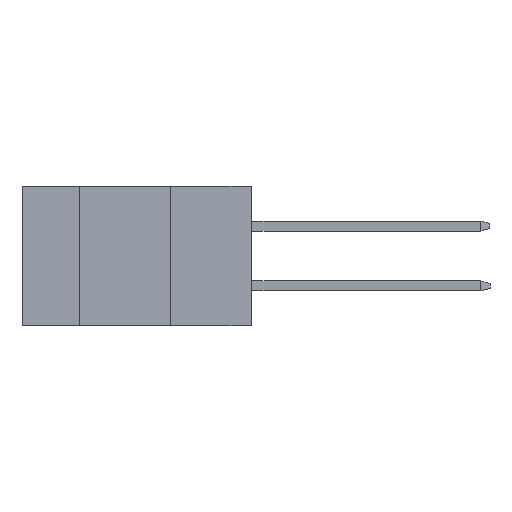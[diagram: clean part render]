
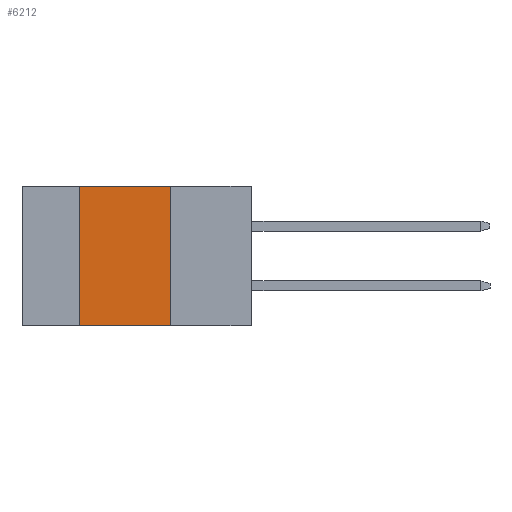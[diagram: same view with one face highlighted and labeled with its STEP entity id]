
A CAD part, left-side view. The second image highlights one B-rep face of the part: STEP entity #6212.
In plain terms, the highlighted planar face has unit normal (-1, 0, 0).
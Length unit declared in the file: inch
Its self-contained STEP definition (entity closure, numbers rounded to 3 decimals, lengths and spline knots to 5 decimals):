
#795 = EDGE_CURVE ( 'NONE', #14777, #14554, #20237, .T. ) ;
#1390 = CARTESIAN_POINT ( 'NONE',  ( 0., 0.72, 0. ) ) ;
#1435 = EDGE_CURVE ( 'NONE', #18271, #9961, #5544, .T. ) ;
#2611 = VECTOR ( 'NONE', #4654, 39.37008 ) ;
#2873 = CARTESIAN_POINT ( 'NONE',  ( 0., 0.54, -0.437 ) ) ;
#3298 = ORIENTED_EDGE ( 'NONE', *, *, #1435, .F. ) ;
#4079 = CARTESIAN_POINT ( 'NONE',  ( 0., 0.72, -0.437 ) ) ;
#4350 = PLANE ( 'NONE',  #6079 ) ;
#4359 = DIRECTION ( 'NONE',  ( 0., 0., -1. ) ) ;
#4654 = DIRECTION ( 'NONE',  ( 0., -1., 0. ) ) ;
#4998 = VECTOR ( 'NONE', #4359, 39.37008 ) ;
#5544 = LINE ( 'NONE', #12559, #4998 ) ;
#5752 = DIRECTION ( 'NONE',  ( 0., 0., 1. ) ) ;
#5986 = ORIENTED_EDGE ( 'NONE', *, *, #10292, .T. ) ;
#6079 = AXIS2_PLACEMENT_3D ( 'NONE', #12767, #16041, #21090 ) ;
#6212 = ADVANCED_FACE ( 'NONE', ( #10926 ), #4350, .F. ) ;
#6246 = CARTESIAN_POINT ( 'NONE',  ( 0., 0.254, 0. ) ) ;
#6709 = CARTESIAN_POINT ( 'NONE',  ( 0., 0.54, 0. ) ) ;
#9945 = CARTESIAN_POINT ( 'NONE',  ( 0., 0.254, -0.437 ) ) ;
#9961 = VERTEX_POINT ( 'NONE', #9945 ) ;
#9966 = EDGE_CURVE ( 'NONE', #14554, #18271, #17735, .T. ) ;
#10292 = EDGE_CURVE ( 'NONE', #14777, #9961, #12295, .T. ) ;
#10926 = FACE_OUTER_BOUND ( 'NONE', #14557, .T. ) ;
#12295 = LINE ( 'NONE', #4079, #13233 ) ;
#12559 = CARTESIAN_POINT ( 'NONE',  ( 0., 0.254, -0.437 ) ) ;
#12658 = ORIENTED_EDGE ( 'NONE', *, *, #9966, .F. ) ;
#12767 = CARTESIAN_POINT ( 'NONE',  ( 0., 0.72, 0. ) ) ;
#13233 = VECTOR ( 'NONE', #18898, 39.37008 ) ;
#14070 = CARTESIAN_POINT ( 'NONE',  ( 0., 0.54, -0.437 ) ) ;
#14554 = VERTEX_POINT ( 'NONE', #6709 ) ;
#14557 = EDGE_LOOP ( 'NONE', ( #3298, #12658, #21054, #5986 ) ) ;
#14777 = VERTEX_POINT ( 'NONE', #2873 ) ;
#15662 = VECTOR ( 'NONE', #5752, 39.37008 ) ;
#16041 = DIRECTION ( 'NONE',  ( 1., 0., 0. ) ) ;
#17735 = LINE ( 'NONE', #1390, #2611 ) ;
#18271 = VERTEX_POINT ( 'NONE', #6246 ) ;
#18898 = DIRECTION ( 'NONE',  ( 0., -1., 0. ) ) ;
#20237 = LINE ( 'NONE', #14070, #15662 ) ;
#21054 = ORIENTED_EDGE ( 'NONE', *, *, #795, .F. ) ;
#21090 = DIRECTION ( 'NONE',  ( 0., 0., -1. ) ) ;
